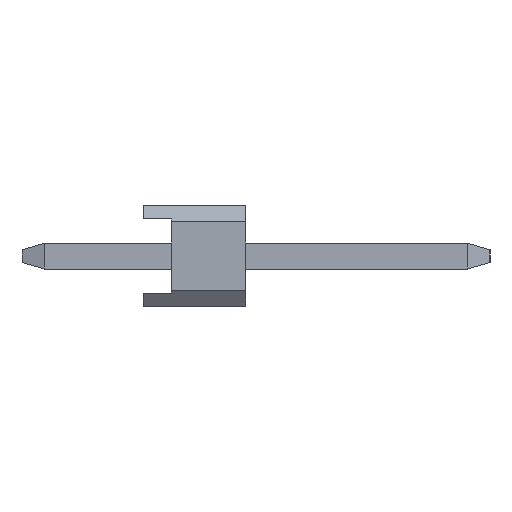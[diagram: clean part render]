
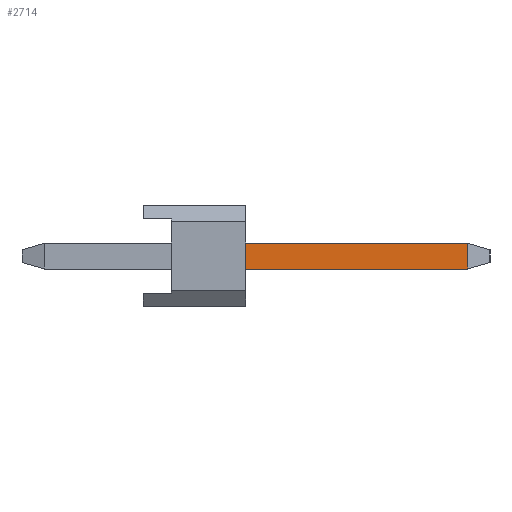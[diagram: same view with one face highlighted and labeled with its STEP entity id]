
A CAD part, left-side view. The second image highlights one B-rep face of the part: STEP entity #2714.
In plain terms, the highlighted planar face has unit normal (-1, 0, 0).
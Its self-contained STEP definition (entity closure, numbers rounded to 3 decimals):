
#2410=EDGE_CURVE('',#4920,#4556,#6156,.T.);
#2714=ADVANCED_FACE('',(#6495),#6496,.T.);
#2932=VERTEX_POINT('',#6729);
#4320=EDGE_CURVE('',#5262,#4920,#8273,.T.);
#4422=EDGE_CURVE('',#4556,#2932,#8384,.T.);
#4556=VERTEX_POINT('',#8546);
#4920=VERTEX_POINT('',#8942);
#5262=VERTEX_POINT('',#9312);
#5526=EDGE_CURVE('',#2932,#5262,#9602,.T.);
#6156=LINE('',#10504,#10505);
#6495=FACE_OUTER_BOUND('',#10982,.T.);
#6496=PLANE('',#10983);
#6729=CARTESIAN_POINT('',(-14.29,-8.054,0.32));
#8273=LINE('',#13547,#13548);
#8384=LINE('',#13708,#13709);
#8546=CARTESIAN_POINT('',(-14.29,-2.54,0.32));
#8942=CARTESIAN_POINT('',(-14.29,-2.54,-0.32));
#9312=CARTESIAN_POINT('',(-14.29,-8.054,-0.32));
#9602=LINE('',#15474,#15475);
#10504=CARTESIAN_POINT('',(-14.29,-2.54,0.252));
#10505=VECTOR('',#16074,1.0);
#10982=EDGE_LOOP('',(#16429,#16430,#16431,#16432));
#10983=AXIS2_PLACEMENT_3D('',#16433,#16434,#16435);
#13547=CARTESIAN_POINT('',(-14.29,2.454,-0.32));
#13548=VECTOR('',#18289,1.0);
#13708=CARTESIAN_POINT('',(-14.29,-2.8,0.32));
#13709=VECTOR('',#18388,1.0);
#15474=CARTESIAN_POINT('',(-14.29,-8.054,0.5));
#15475=VECTOR('',#19640,1.0);
#16074=DIRECTION('',(0.,0.,1.0));
#16429=ORIENTED_EDGE('',*,*,#2410,.F.);
#16430=ORIENTED_EDGE('',*,*,#4320,.F.);
#16431=ORIENTED_EDGE('',*,*,#5526,.F.);
#16432=ORIENTED_EDGE('',*,*,#4422,.F.);
#16433=CARTESIAN_POINT('',(-14.29,2.454,0.5));
#16434=DIRECTION('',(-1.0,0.,0.));
#16435=DIRECTION('',(0.,1.0,0.));
#18289=DIRECTION('',(0.,1.0,0.));
#18388=DIRECTION('',(0.,-1.0,0.));
#19640=DIRECTION('',(0.0,0.,-1.0));
